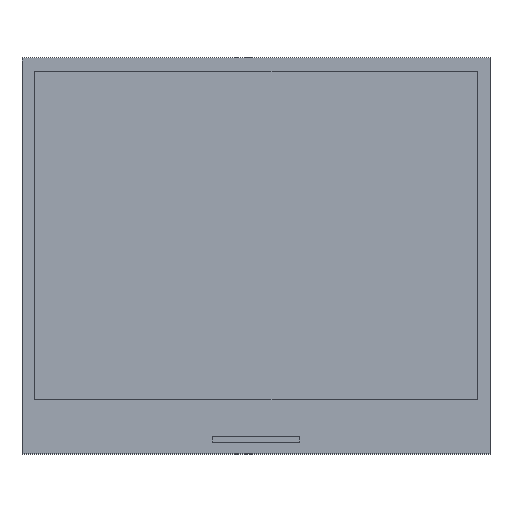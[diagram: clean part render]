
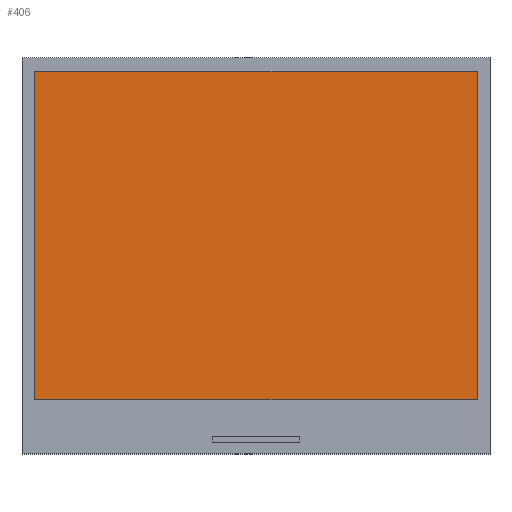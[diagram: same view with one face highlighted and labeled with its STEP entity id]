
A CAD part, top view. The second image highlights one B-rep face of the part: STEP entity #406.
In plain terms, the highlighted planar face has unit normal (0, 0, 1).
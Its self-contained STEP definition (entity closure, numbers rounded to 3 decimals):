
#1 = CARTESIAN_POINT ( 'NONE',  ( 2.5, 74.39, 1. ) ) ;
#34 = EDGE_CURVE ( 'NONE', #164, #220, #551, .T. ) ;
#42 = CARTESIAN_POINT ( 'NONE',  ( 88.496, 74.39, 1. ) ) ;
#45 = DIRECTION ( 'NONE',  ( 0., 0., 1. ) ) ;
#59 = VECTOR ( 'NONE', #511, 1000. ) ;
#77 = EDGE_CURVE ( 'NONE', #247, #236, #97, .T. ) ;
#83 = CARTESIAN_POINT ( 'NONE',  ( 2.5, 74.39, 1. ) ) ;
#87 = CARTESIAN_POINT ( 'NONE',  ( 0., 0., 1. ) ) ;
#97 = LINE ( 'NONE', #1, #540 ) ;
#149 = CARTESIAN_POINT ( 'NONE',  ( 88.496, 74.39, 1. ) ) ;
#164 = VERTEX_POINT ( 'NONE', #228 ) ;
#171 = ORIENTED_EDGE ( 'NONE', *, *, #77, .T. ) ;
#195 = ORIENTED_EDGE ( 'NONE', *, *, #366, .T. ) ;
#220 = VERTEX_POINT ( 'NONE', #42 ) ;
#228 = CARTESIAN_POINT ( 'NONE',  ( 88.496, 10.503, 1. ) ) ;
#236 = VERTEX_POINT ( 'NONE', #447 ) ;
#238 = DIRECTION ( 'NONE',  ( 0., -1., 0. ) ) ;
#247 = VERTEX_POINT ( 'NONE', #83 ) ;
#277 = CARTESIAN_POINT ( 'NONE',  ( 2.5, 10.503, 1. ) ) ;
#289 = LINE ( 'NONE', #277, #377 ) ;
#306 = DIRECTION ( 'NONE',  ( 1., 0., 0. ) ) ;
#311 = AXIS2_PLACEMENT_3D ( 'NONE', #87, #45, #306 ) ;
#318 = DIRECTION ( 'NONE',  ( 1., 0., 0. ) ) ;
#351 = EDGE_LOOP ( 'NONE', ( #522, #509, #171, #195 ) ) ;
#357 = LINE ( 'NONE', #536, #569 ) ;
#363 = PLANE ( 'NONE',  #311 ) ;
#366 = EDGE_CURVE ( 'NONE', #236, #164, #289, .T. ) ;
#377 = VECTOR ( 'NONE', #318, 1000. ) ;
#398 = EDGE_CURVE ( 'NONE', #220, #247, #357, .T. ) ;
#406 = ADVANCED_FACE ( 'NONE', ( #587 ), #363, .T. ) ;
#447 = CARTESIAN_POINT ( 'NONE',  ( 2.5, 10.503, 1. ) ) ;
#486 = DIRECTION ( 'NONE',  ( -1., 0., 0. ) ) ;
#509 = ORIENTED_EDGE ( 'NONE', *, *, #398, .T. ) ;
#511 = DIRECTION ( 'NONE',  ( 0., 1., 0. ) ) ;
#522 = ORIENTED_EDGE ( 'NONE', *, *, #34, .T. ) ;
#536 = CARTESIAN_POINT ( 'NONE',  ( 2.5, 74.39, 1. ) ) ;
#540 = VECTOR ( 'NONE', #238, 1000. ) ;
#551 = LINE ( 'NONE', #149, #59 ) ;
#569 = VECTOR ( 'NONE', #486, 1000. ) ;
#587 = FACE_OUTER_BOUND ( 'NONE', #351, .T. ) ;
